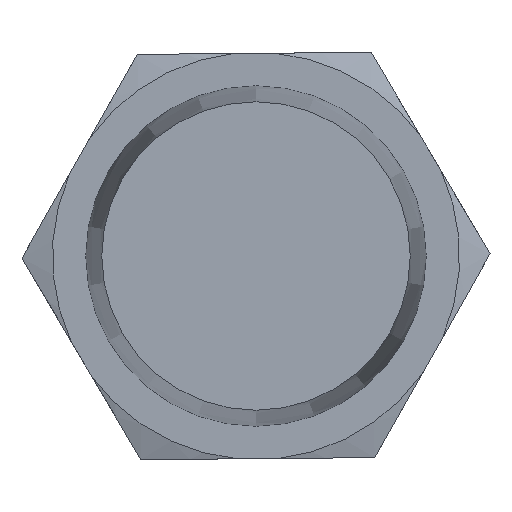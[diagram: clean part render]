
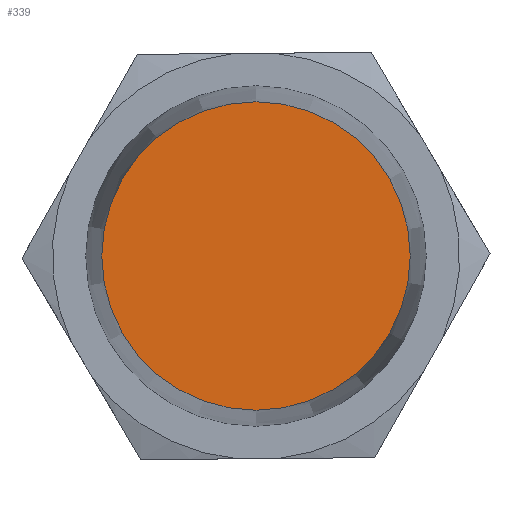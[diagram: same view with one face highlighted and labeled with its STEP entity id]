
A CAD part, left-side view. The second image highlights one B-rep face of the part: STEP entity #339.
In plain terms, the highlighted planar face has unit normal (-1, 0, 0).
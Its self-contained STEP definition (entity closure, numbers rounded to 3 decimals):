
#69=PLANE('',#374);
#88=FACE_OUTER_BOUND('',#114,.T.);
#114=EDGE_LOOP('',(#304));
#134=CIRCLE('',#373,7.25);
#178=VERTEX_POINT('',#584);
#222=EDGE_CURVE('',#178,#178,#134,.T.);
#304=ORIENTED_EDGE('',*,*,#222,.T.);
#339=ADVANCED_FACE('',(#88),#69,.T.);
#373=AXIS2_PLACEMENT_3D('',#585,#455,#456);
#374=AXIS2_PLACEMENT_3D('',#586,#457,#458);
#455=DIRECTION('center_axis',(-1.,0.,0.));
#456=DIRECTION('ref_axis',(0.,0.,1.));
#457=DIRECTION('center_axis',(-1.,0.,0.));
#458=DIRECTION('ref_axis',(0.,0.,1.));
#584=CARTESIAN_POINT('',(-36.,0.,7.25));
#585=CARTESIAN_POINT('Origin',(-36.,0.,0.));
#586=CARTESIAN_POINT('Origin',(-36.,0.,0.));
